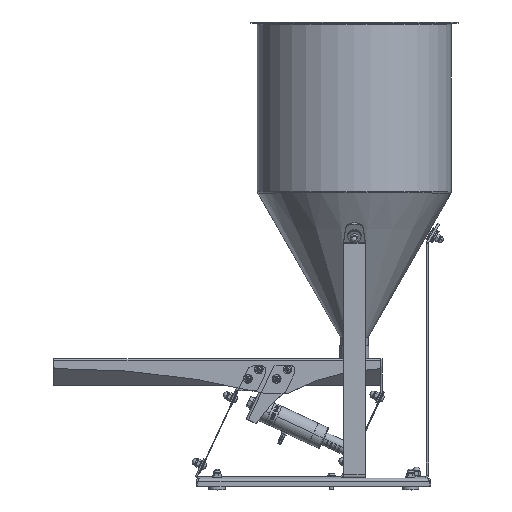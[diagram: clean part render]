
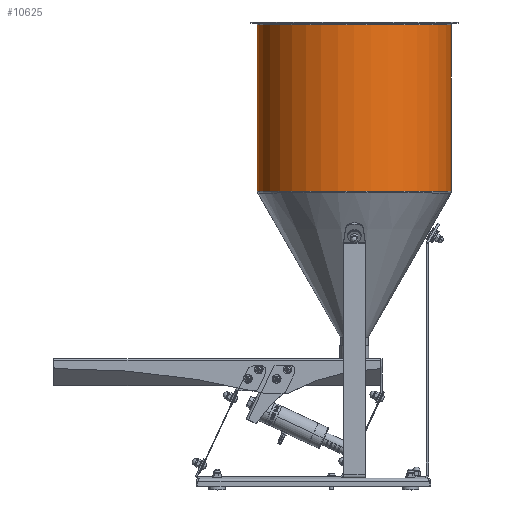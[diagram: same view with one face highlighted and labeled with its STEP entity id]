
A CAD part, top view. The second image highlights one B-rep face of the part: STEP entity #10625.
In plain terms, the highlighted cylindrical face has radius 178 mm (diameter 356 mm), a partial arc.
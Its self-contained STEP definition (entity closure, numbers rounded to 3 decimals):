
#10362 = EDGE_CURVE ( 'NONE', #10379, #10364, #67720, .T. ) ;
#10364 = VERTEX_POINT ( 'NONE', #67660 ) ;
#10379 = VERTEX_POINT ( 'NONE', #67756 ) ;
#10388 = VERTEX_POINT ( 'NONE', #67849 ) ;
#10391 = VERTEX_POINT ( 'NONE', #67834 ) ;
#10494 = EDGE_CURVE ( 'NONE', #10379, #10391, #68115, .T. ) ;
#10496 = EDGE_CURVE ( 'NONE', #10364, #10388, #68110, .T. ) ;
#10501 = EDGE_LOOP ( 'NONE', ( #10583, #10607, #10626, #10586 ) ) ;
#10583 = ORIENTED_EDGE ( 'NONE', *, *, #10494, .F. ) ;
#10586 = ORIENTED_EDGE ( 'NONE', *, *, #10623, .T. ) ;
#10607 = ORIENTED_EDGE ( 'NONE', *, *, #10362, .T. ) ;
#10623 = EDGE_CURVE ( 'NONE', #10388, #10391, #68378, .T. ) ;
#10625 = ADVANCED_FACE ( 'NONE', ( #68353 ), #68375, .T. ) ;
#10626 = ORIENTED_EDGE ( 'NONE', *, *, #10496, .T. ) ;
#67660 = CARTESIAN_POINT ( 'NONE',  ( -178., 847., 0. ) ) ;
#67707 = DIRECTION ( 'NONE',  ( -1., 0., 0. ) ) ;
#67709 = DIRECTION ( 'NONE',  ( 0., -1., 0. ) ) ;
#67711 = CARTESIAN_POINT ( 'NONE',  ( 0., 847., 0. ) ) ;
#67718 = AXIS2_PLACEMENT_3D ( 'NONE', #67711, #67709, #67707 ) ;
#67720 = CIRCLE ( 'NONE', #67718, 178. ) ;
#67756 = CARTESIAN_POINT ( 'NONE',  ( 178., 847., 0. ) ) ;
#67834 = CARTESIAN_POINT ( 'NONE',  ( 178., 541.863, 0. ) ) ;
#67849 = CARTESIAN_POINT ( 'NONE',  ( -178., 541.863, 0. ) ) ;
#68107 = DIRECTION ( 'NONE',  ( 0., -1., 0. ) ) ;
#68108 = VECTOR ( 'NONE', #68107, 1000. ) ;
#68109 = CARTESIAN_POINT ( 'NONE',  ( -178., 223., 0. ) ) ;
#68110 = LINE ( 'NONE', #68109, #68108 ) ;
#68112 = DIRECTION ( 'NONE',  ( 0., -1., 0. ) ) ;
#68113 = VECTOR ( 'NONE', #68112, 1000. ) ;
#68114 = CARTESIAN_POINT ( 'NONE',  ( 178., 223., 0. ) ) ;
#68115 = LINE ( 'NONE', #68114, #68113 ) ;
#68265 = DIRECTION ( 'NONE',  ( -1., 0., 0. ) ) ;
#68290 = AXIS2_PLACEMENT_3D ( 'NONE', #68377, #68309, #68265 ) ;
#68309 = DIRECTION ( 'NONE',  ( 0., -1., 0. ) ) ;
#68353 = FACE_OUTER_BOUND ( 'NONE', #10501, .T. ) ;
#68354 = DIRECTION ( 'NONE',  ( 1., 0., 0. ) ) ;
#68355 = DIRECTION ( 'NONE',  ( 0., 1., 0. ) ) ;
#68357 = CARTESIAN_POINT ( 'NONE',  ( 0., 541.863, 0. ) ) ;
#68358 = AXIS2_PLACEMENT_3D ( 'NONE', #68357, #68355, #68354 ) ;
#68375 = CYLINDRICAL_SURFACE ( 'NONE', #68290, 178. ) ;
#68377 = CARTESIAN_POINT ( 'NONE',  ( 0., 223., 0. ) ) ;
#68378 = CIRCLE ( 'NONE', #68358, 178. ) ;
